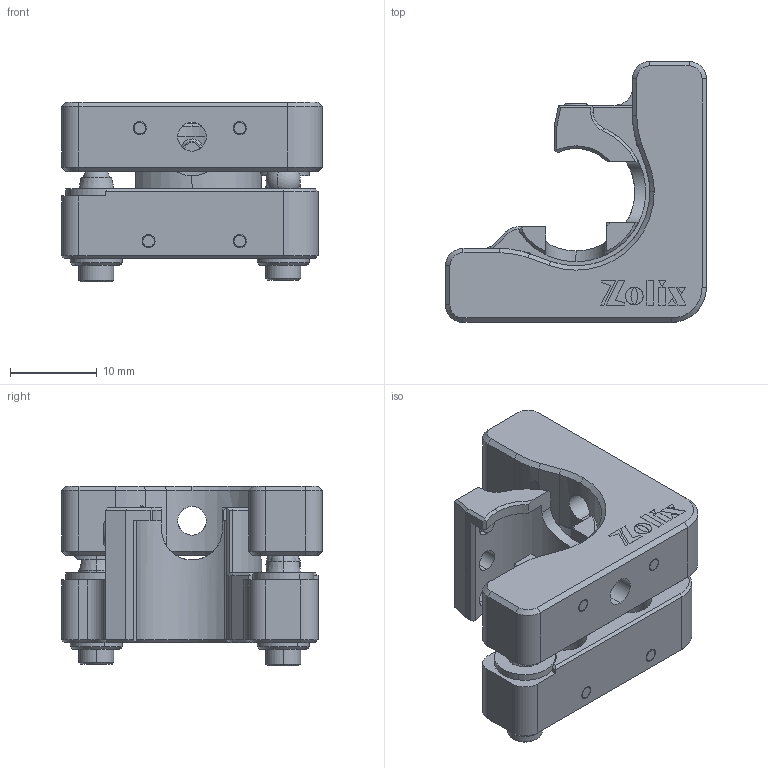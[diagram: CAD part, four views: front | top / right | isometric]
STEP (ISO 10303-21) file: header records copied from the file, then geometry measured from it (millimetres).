
FILE_DESCRIPTION (( 'STEP AP203' ), '1' );
FILE_NAME ('NMC12.7.step', '2019-05-09T08:59:39', ( '' ), ( '' ), 'SwSTEP 2.0', 'SolidWorks 2016', '' );
FILE_SCHEMA (( 'CONFIG_CONTROL_DESIGN' ));
Length unit declared in the file: millimetre
Products named in the file (1): NMC12.7
Bounding box: 30 x 30 x 20.7 mm (x, y, z)
Surface area: 5850.4 mm2 (no closed solid volume)
Topology: 0 solids, 28 shells, 366 faces, 1212 edges, 849 vertices
Faces by surface type: plane 162, cylinder 111, cone 87, sphere 6
Entity records: 13918 total; most frequent: CARTESIAN_POINT 3363, DIRECTION 2170, ORIENTED_EDGE 2002, EDGE_CURVE 1193, VERTEX_POINT 840, LINE 776, VECTOR 776, AXIS2_PLACEMENT_3D 697
